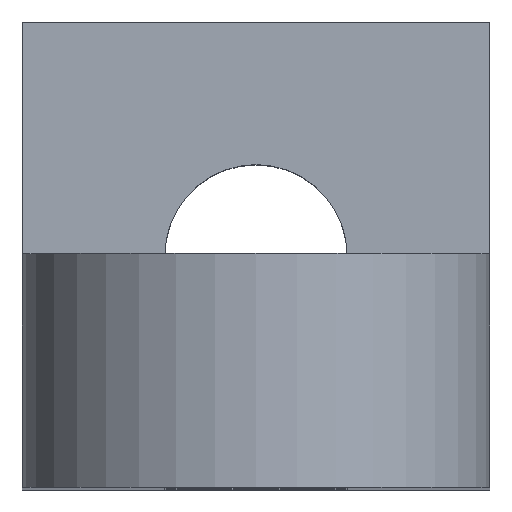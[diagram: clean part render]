
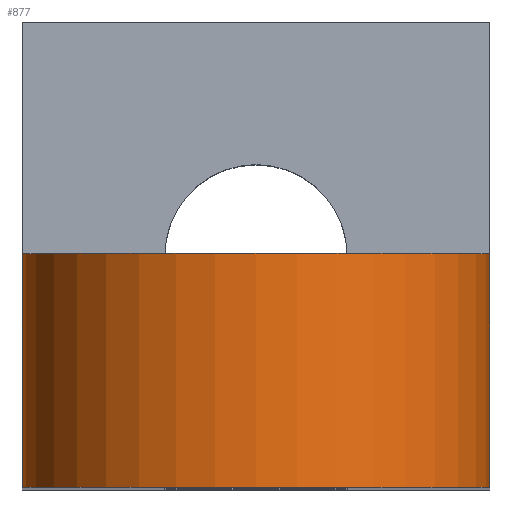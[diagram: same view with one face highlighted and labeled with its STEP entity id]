
A CAD part, top view. The second image highlights one B-rep face of the part: STEP entity #877.
In plain terms, the highlighted cylindrical face has radius 5 mm (diameter 10 mm), a partial arc.
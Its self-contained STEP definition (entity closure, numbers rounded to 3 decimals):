
#44 = PLANE('',#45);
#45 = AXIS2_PLACEMENT_3D('',#46,#47,#48);
#46 = CARTESIAN_POINT('',(0.,5.,30.));
#47 = DIRECTION('',(1.,0.,0.));
#48 = DIRECTION('',(0.,0.,-1.));
#72 = PLANE('',#73);
#73 = AXIS2_PLACEMENT_3D('',#74,#75,#76);
#74 = CARTESIAN_POINT('',(5.,0.,16.392));
#75 = DIRECTION('',(0.,-1.,0.));
#76 = DIRECTION('',(1.,0.,0.));
#100 = PLANE('',#101);
#101 = AXIS2_PLACEMENT_3D('',#102,#103,#104);
#102 = CARTESIAN_POINT('',(10.,5.,0.));
#103 = DIRECTION('',(-1.,0.,0.));
#104 = DIRECTION('',(0.,0.,1.));
#225 = VERTEX_POINT('',#226);
#226 = CARTESIAN_POINT('',(0.,5.,30.));
#240 = PLANE('',#241);
#241 = AXIS2_PLACEMENT_3D('',#242,#243,#244);
#242 = CARTESIAN_POINT('',(5.,5.,16.392));
#243 = DIRECTION('',(0.,-1.,0.));
#244 = DIRECTION('',(1.,0.,0.));
#252 = EDGE_CURVE('',#225,#253,#255,.T.);
#253 = VERTEX_POINT('',#254);
#254 = CARTESIAN_POINT('',(0.,0.,30.));
#255 = SURFACE_CURVE('',#256,(#260,#267),.PCURVE_S1.);
#256 = LINE('',#257,#258);
#257 = CARTESIAN_POINT('',(0.,5.,30.));
#258 = VECTOR('',#259,1.);
#259 = DIRECTION('',(0.,-1.,0.));
#260 = PCURVE('',#44,#261);
#261 = DEFINITIONAL_REPRESENTATION('',(#262),#266);
#262 = LINE('',#263,#264);
#263 = CARTESIAN_POINT('',(0.,0.));
#264 = VECTOR('',#265,1.);
#265 = DIRECTION('',(0.,-1.));
#266 = ( GEOMETRIC_REPRESENTATION_CONTEXT(2) 
PARAMETRIC_REPRESENTATION_CONTEXT() REPRESENTATION_CONTEXT('2D SPACE',''
  ) );
#267 = PCURVE('',#268,#273);
#268 = CYLINDRICAL_SURFACE('',#269,5.);
#269 = AXIS2_PLACEMENT_3D('',#270,#271,#272);
#270 = CARTESIAN_POINT('',(5.,5.,30.));
#271 = DIRECTION('',(-0.,1.,0.));
#272 = DIRECTION('',(1.,0.,0.));
#273 = DEFINITIONAL_REPRESENTATION('',(#274),#278);
#274 = LINE('',#275,#276);
#275 = CARTESIAN_POINT('',(-3.142,0.));
#276 = VECTOR('',#277,1.);
#277 = DIRECTION('',(-0.,-1.));
#278 = ( GEOMETRIC_REPRESENTATION_CONTEXT(2) 
PARAMETRIC_REPRESENTATION_CONTEXT() REPRESENTATION_CONTEXT('2D SPACE',''
  ) );
#307 = VERTEX_POINT('',#308);
#308 = CARTESIAN_POINT('',(10.,0.,30.));
#329 = EDGE_CURVE('',#307,#253,#330,.T.);
#330 = SURFACE_CURVE('',#331,(#336,#343),.PCURVE_S1.);
#331 = CIRCLE('',#332,5.);
#332 = AXIS2_PLACEMENT_3D('',#333,#334,#335);
#333 = CARTESIAN_POINT('',(5.,0.,30.));
#334 = DIRECTION('',(0.,-1.,0.));
#335 = DIRECTION('',(1.,0.,0.));
#336 = PCURVE('',#72,#337);
#337 = DEFINITIONAL_REPRESENTATION('',(#338),#342);
#338 = CIRCLE('',#339,5.);
#339 = AXIS2_PLACEMENT_2D('',#340,#341);
#340 = CARTESIAN_POINT('',(0.,13.608));
#341 = DIRECTION('',(1.,0.));
#342 = ( GEOMETRIC_REPRESENTATION_CONTEXT(2) 
PARAMETRIC_REPRESENTATION_CONTEXT() REPRESENTATION_CONTEXT('2D SPACE',''
  ) );
#343 = PCURVE('',#268,#344);
#344 = DEFINITIONAL_REPRESENTATION('',(#345),#349);
#345 = LINE('',#346,#347);
#346 = CARTESIAN_POINT('',(-0.,-5.));
#347 = VECTOR('',#348,1.);
#348 = DIRECTION('',(-1.,0.));
#349 = ( GEOMETRIC_REPRESENTATION_CONTEXT(2) 
PARAMETRIC_REPRESENTATION_CONTEXT() REPRESENTATION_CONTEXT('2D SPACE',''
  ) );
#509 = EDGE_CURVE('',#510,#307,#512,.T.);
#510 = VERTEX_POINT('',#511);
#511 = CARTESIAN_POINT('',(10.,5.,30.));
#512 = SURFACE_CURVE('',#513,(#517,#524),.PCURVE_S1.);
#513 = LINE('',#514,#515);
#514 = CARTESIAN_POINT('',(10.,5.,30.));
#515 = VECTOR('',#516,1.);
#516 = DIRECTION('',(0.,-1.,0.));
#517 = PCURVE('',#100,#518);
#518 = DEFINITIONAL_REPRESENTATION('',(#519),#523);
#519 = LINE('',#520,#521);
#520 = CARTESIAN_POINT('',(30.,0.));
#521 = VECTOR('',#522,1.);
#522 = DIRECTION('',(0.,-1.));
#523 = ( GEOMETRIC_REPRESENTATION_CONTEXT(2) 
PARAMETRIC_REPRESENTATION_CONTEXT() REPRESENTATION_CONTEXT('2D SPACE',''
  ) );
#524 = PCURVE('',#268,#525);
#525 = DEFINITIONAL_REPRESENTATION('',(#526),#530);
#526 = LINE('',#527,#528);
#527 = CARTESIAN_POINT('',(-0.,0.));
#528 = VECTOR('',#529,1.);
#529 = DIRECTION('',(-0.,-1.));
#530 = ( GEOMETRIC_REPRESENTATION_CONTEXT(2) 
PARAMETRIC_REPRESENTATION_CONTEXT() REPRESENTATION_CONTEXT('2D SPACE',''
  ) );
#753 = EDGE_CURVE('',#510,#225,#754,.T.);
#754 = SURFACE_CURVE('',#755,(#760,#767),.PCURVE_S1.);
#755 = CIRCLE('',#756,5.);
#756 = AXIS2_PLACEMENT_3D('',#757,#758,#759);
#757 = CARTESIAN_POINT('',(5.,5.,30.));
#758 = DIRECTION('',(0.,-1.,0.));
#759 = DIRECTION('',(1.,0.,0.));
#760 = PCURVE('',#240,#761);
#761 = DEFINITIONAL_REPRESENTATION('',(#762),#766);
#762 = CIRCLE('',#763,5.);
#763 = AXIS2_PLACEMENT_2D('',#764,#765);
#764 = CARTESIAN_POINT('',(0.,13.608));
#765 = DIRECTION('',(1.,0.));
#766 = ( GEOMETRIC_REPRESENTATION_CONTEXT(2) 
PARAMETRIC_REPRESENTATION_CONTEXT() REPRESENTATION_CONTEXT('2D SPACE',''
  ) );
#767 = PCURVE('',#268,#768);
#768 = DEFINITIONAL_REPRESENTATION('',(#769),#773);
#769 = LINE('',#770,#771);
#770 = CARTESIAN_POINT('',(-0.,0.));
#771 = VECTOR('',#772,1.);
#772 = DIRECTION('',(-1.,0.));
#773 = ( GEOMETRIC_REPRESENTATION_CONTEXT(2) 
PARAMETRIC_REPRESENTATION_CONTEXT() REPRESENTATION_CONTEXT('2D SPACE',''
  ) );
#877 = ADVANCED_FACE('',(#878),#268,.T.);
#878 = FACE_BOUND('',#879,.F.);
#879 = EDGE_LOOP('',(#880,#881,#882,#883));
#880 = ORIENTED_EDGE('',*,*,#509,.T.);
#881 = ORIENTED_EDGE('',*,*,#329,.T.);
#882 = ORIENTED_EDGE('',*,*,#252,.F.);
#883 = ORIENTED_EDGE('',*,*,#753,.F.);
